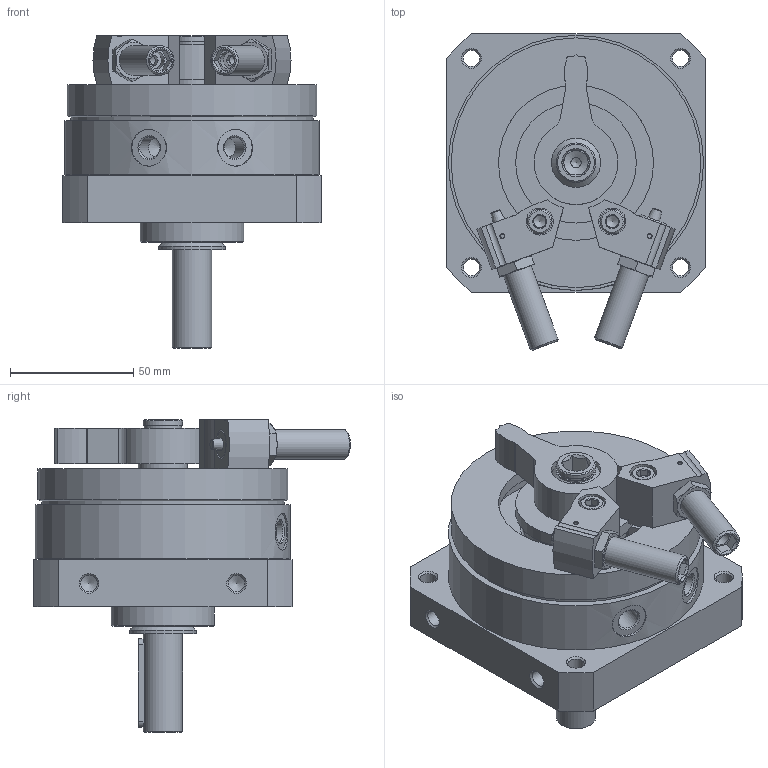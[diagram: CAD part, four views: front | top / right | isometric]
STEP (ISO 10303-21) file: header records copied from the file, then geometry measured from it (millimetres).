
FILE_DESCRIPTION(/* description */ ('STEP AP214'),/* implementation_level */ '2;1');
FILE_NAME(/* name */ '566209_DSM-32-270-P1-A-B',/* time_stamp */ '2024-08-21T18:24:53+02:00',/* author */ ('License CC BY-ND 4.0'),/* organization */ ('CADENAS'),/* preprocessor_version */ 'ST-DEVELOPER v19.3',/* originating_system */ 'PARTsolutions',/* authorisation */ ' ');
FILE_SCHEMA (('AUTOMOTIVE_DESIGN {1 0 10303 214 3 1 1}'));
Length unit declared in the file: millimetre
Products named in the file (9): 566209 DSM-32-270-P1-A-B--(0); 566209 DSM-32-270-P1-A-B_G---(B); 704065 DSM-32-BR---(HZ); 548375 DYEF-M12-Y1F_P; 342622 DSM-32_NS; DIN-912 - M6x25(F); 348987 SPZ-20 M12X1-4-15; 704064 DSM-32-BL---(HZ); 566209 DSM-32-270-P1-A-B_K---(B)
Assembly tree (12 placements, depth 2):
  566209 DSM-32-270-P1-A-B--(0)
    566209 DSM-32-270-P1-A-B_G---(B)
    704065 DSM-32-BR---(HZ)
    548375 DYEF-M12-Y1F_P  x2
    342622 DSM-32_NS  x2
    DIN-912 - M6x25(F)  x2
    348987 SPZ-20 M12X1-4-15  x2
    704064 DSM-32-BL---(HZ)
    566209 DSM-32-270-P1-A-B_K---(B)
Bounding box: 105 x 128.71 x 127 mm (x, y, z)
Volume: 525628.5 mm3; surface area: 100627 mm2
Topology: 12 solids, 12 shells, 382 faces, 888 edges, 557 vertices
Faces by surface type: plane 178, cylinder 115, cone 86, torus 3
Full cylindrical faces by diameter (mm): 1.567 x2, 3.242 x1, 4.134 x1, 4.917 x2, 5.3 x1, 6 x2, 6.6 x2, 6.647 x10, 6.917 x2, 8.566 x2, 10 x2, 10.917 x4, 11 x2, 12 x2, 15 x2, 15.2 x1, 16 x3, 20 x3, 27 x1, 42 x1, 43 x1, 49 x1, 63 x1, 72 x1, 82 x1, 98.5 x1, 101.5 x1, 103.65 x1
Entity records: 8432 total; most frequent: CARTESIAN_POINT 1503, DIRECTION 1425, ORIENTED_EDGE 1126, AXIS2_PLACEMENT_3D 588, EDGE_CURVE 563, FACE_BOUND 467, EDGE_LOOP 455, VERTEX_POINT 426
